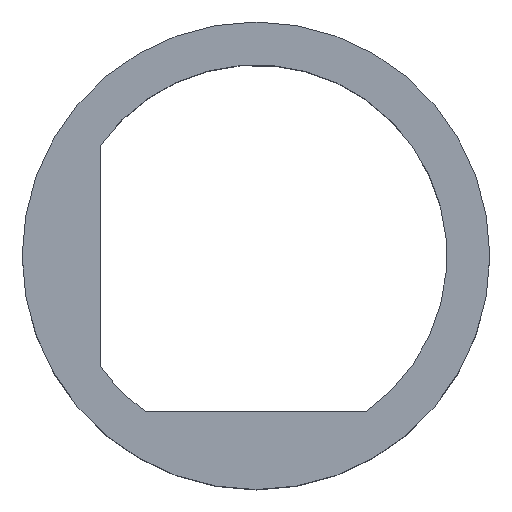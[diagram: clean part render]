
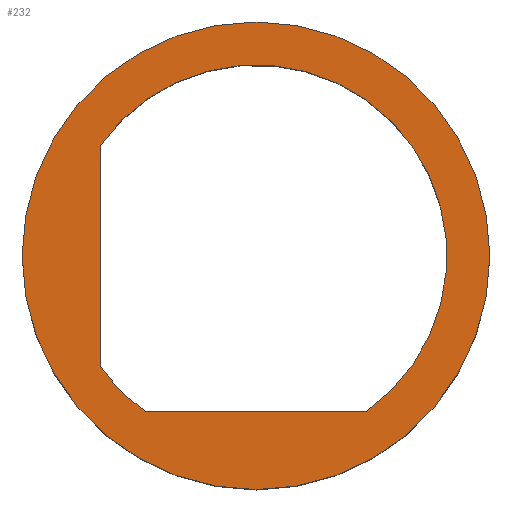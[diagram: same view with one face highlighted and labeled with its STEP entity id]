
A CAD part, top view. The second image highlights one B-rep face of the part: STEP entity #232.
In plain terms, the highlighted planar face has unit normal (0, 0, 1).
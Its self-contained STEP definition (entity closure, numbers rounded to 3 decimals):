
#19=FACE_BOUND('',#62,.T.);
#22=CIRCLE('',#257,6.45);
#24=CIRCLE('',#261,6.45);
#27=CIRCLE('',#265,7.9);
#46=FACE_OUTER_BOUND('',#61,.T.);
#61=EDGE_LOOP('',(#183));
#62=EDGE_LOOP('',(#184,#185,#186,#187));
#72=LINE('',#357,#90);
#77=LINE('',#371,#95);
#90=VECTOR('',#285,10.);
#95=VECTOR('',#298,10.);
#108=VERTEX_POINT('',#355);
#109=VERTEX_POINT('',#356);
#112=VERTEX_POINT('',#364);
#114=VERTEX_POINT('',#370);
#117=VERTEX_POINT('',#381);
#128=EDGE_CURVE('',#108,#109,#72,.T.);
#132=EDGE_CURVE('',#112,#108,#22,.T.);
#135=EDGE_CURVE('',#114,#112,#77,.T.);
#138=EDGE_CURVE('',#109,#114,#24,.T.);
#142=EDGE_CURVE('',#117,#117,#27,.T.);
#183=ORIENTED_EDGE('',*,*,#142,.F.);
#184=ORIENTED_EDGE('',*,*,#138,.F.);
#185=ORIENTED_EDGE('',*,*,#128,.F.);
#186=ORIENTED_EDGE('',*,*,#132,.F.);
#187=ORIENTED_EDGE('',*,*,#135,.F.);
#221=PLANE('',#267);
#232=ADVANCED_FACE('',(#46,#19),#221,.F.);
#257=AXIS2_PLACEMENT_3D('',#365,#291,#292);
#261=AXIS2_PLACEMENT_3D('',#376,#303,#304);
#265=AXIS2_PLACEMENT_3D('',#383,#312,#313);
#267=AXIS2_PLACEMENT_3D('',#385,#316,#317);
#285=DIRECTION('',(0.,-1.,0.));
#291=DIRECTION('center_axis',(0.,0.,
1.));
#292=DIRECTION('ref_axis',(-0.815,0.58,0.));
#298=DIRECTION('',(1.,0.,0.));
#303=DIRECTION('center_axis',(0.,0.,
1.));
#304=DIRECTION('ref_axis',(-0.58,-0.815,0.));
#312=DIRECTION('center_axis',(0.,0.,
-1.));
#313=DIRECTION('ref_axis',(1.,0.,0.));
#316=DIRECTION('center_axis',(0.,0.,
-1.));
#317=DIRECTION('ref_axis',(1.,0.,0.));
#355=CARTESIAN_POINT('',(-5.256,3.738,6.125));
#356=CARTESIAN_POINT('',(-5.256,-3.738,6.125));
#357=CARTESIAN_POINT('',(-5.256,3.738,6.125));
#364=CARTESIAN_POINT('',(3.738,-5.256,6.125));
#365=CARTESIAN_POINT('Origin',(0.,0.,
6.125));
#370=CARTESIAN_POINT('',(-3.738,-5.256,6.125));
#371=CARTESIAN_POINT('',(-3.738,-5.256,6.125));
#376=CARTESIAN_POINT('Origin',(0.,0.,
6.125));
#381=CARTESIAN_POINT('',(-7.9,0.,6.125));
#383=CARTESIAN_POINT('Origin',(0.,0.,
6.125));
#385=CARTESIAN_POINT('Origin',(0.,0.,
6.125));
